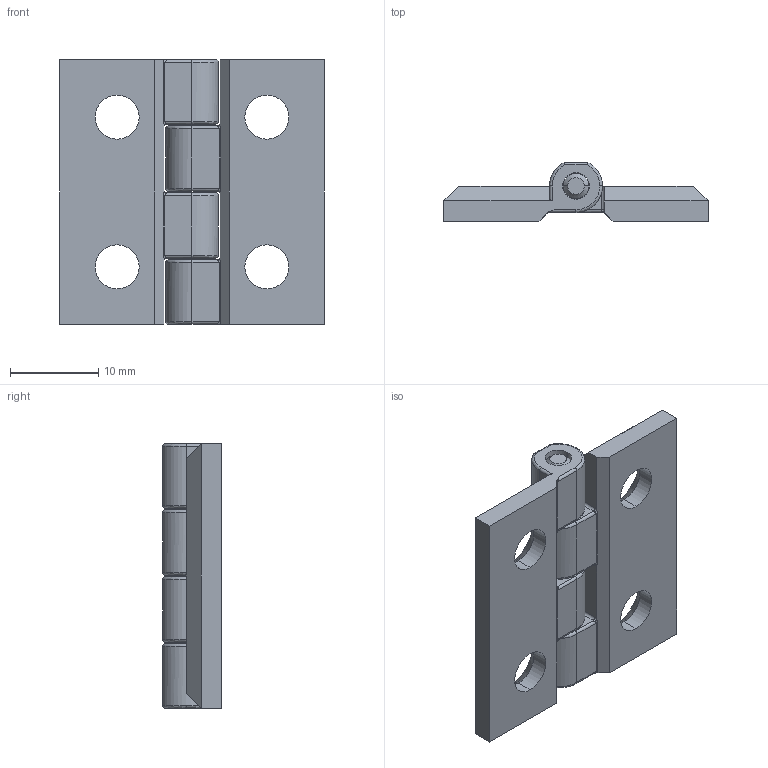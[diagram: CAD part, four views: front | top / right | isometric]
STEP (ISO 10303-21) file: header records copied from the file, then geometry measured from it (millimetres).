
FILE_DESCRIPTION (( 'STEP AP203' ), '1' );
FILE_NAME ('MY3030.1.2.4.STEP', '2022-08-01T10:59:32', ( '' ), ( '' ), 'SwSTEP 2.0', 'SolidWorks 2021', '' );
FILE_SCHEMA (( 'CONFIG_CONTROL_DESIGN' ));
Length unit declared in the file: millimetre
Products named in the file (1): MY3030.1.2.4
Bounding box: 30 x 6.69 x 30 mm (x, y, z)
Surface area: 2720.1 mm2 (no closed solid volume)
Topology: 0 solids, 5 shells, 141 faces, 366 edges, 232 vertices
Faces by surface type: cylinder 48, plane 47, bspline 34, cone 12
Entity records: 5395 total; most frequent: CARTESIAN_POINT 2072, ORIENTED_EDGE 698, DIRECTION 622, EDGE_CURVE 366, VERTEX_POINT 232, AXIS2_PLACEMENT_3D 228, VECTOR 166, LINE 166
